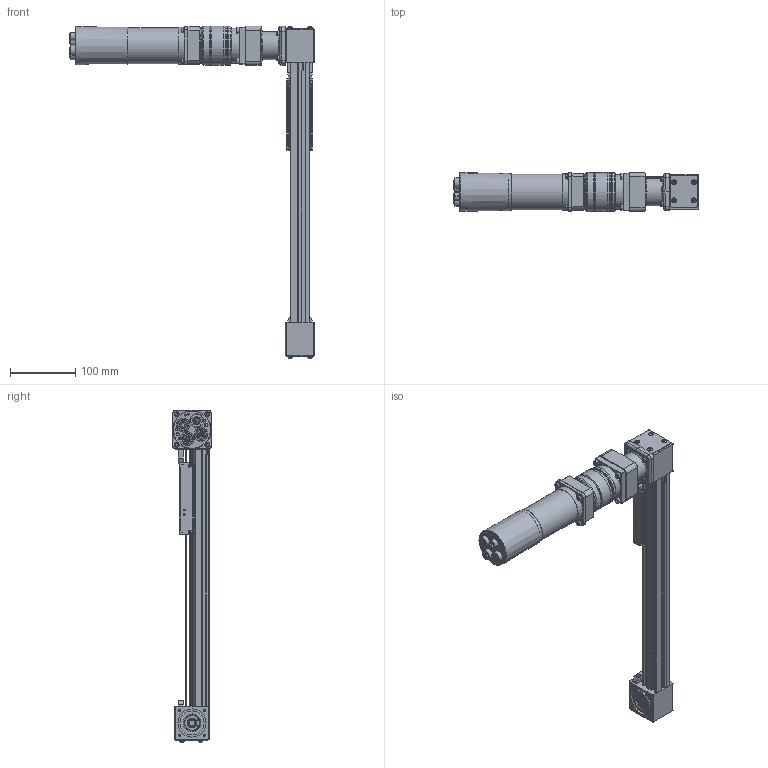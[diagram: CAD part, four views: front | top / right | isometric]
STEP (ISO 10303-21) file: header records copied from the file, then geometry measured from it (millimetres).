
FILE_DESCRIPTION (( 'STEP AP203' ), '1' );
FILE_NAME ('MXB-475413-1.step', '2024-11-19T14:38:15', ( '' ), ( '' ), 'SwSTEP 2.0', 'SolidWorks 2024', '' );
FILE_SCHEMA (( 'CONFIG_CONTROL_DESIGN' ));
Length unit declared in the file: inch
Products named in the file (5): Base_MXB-475413-1; tempJoin18_45109053_MXB-475413-1; MXB-475413-1; 85169806_MXB-475413-1; 36049450_MXB-475413-1
Assembly tree (4 placements, depth 2):
  MXB-475413-1
    36049450_MXB-475413-1
    tempJoin18_45109053_MXB-475413-1
    85169806_MXB-475413-1
    Base_MXB-475413-1
Bounding box: 375.63 x 60.33 x 509.35 mm (x, y, z)
Volume: 1216939.4 mm3; surface area: 295488.4 mm2
Topology: 8 solids, 43 shells, 2410 faces, 5873 edges, 3755 vertices
Faces by surface type: plane 1337, cylinder 714, cone 242, torus 59, bspline 34, sphere 24
Full cylindrical faces by diameter (mm): 0.7 x17, 1 x5, 1.2 x8, 1.575 x8, 2.013 x2, 2.5 x2, 2.921 x4, 3 x18, 3.1 x5, 3.3 x29, 3.4 x1, 3.454 x6, 3.505 x4, 3.91 x2, 3.97 x4, 4 x17, 4.201 x4, 4.3 x2, 4.5 x2, 4.572 x1, 4.623 x4, 4.826 x4, 4.93 x4, 5 x6, 5.001 x4, 5.2 x10, 5.5 x12, 5.6 x1, 5.74 x2, 6 x9
Entity records: 71081 total; most frequent: CARTESIAN_POINT 17108, DIRECTION 11095, ORIENTED_EDGE 10216, EDGE_CURVE 5108, AXIS2_PLACEMENT_3D 4055, VERTEX_POINT 3536, EDGE_LOOP 3278, VECTOR 2985
